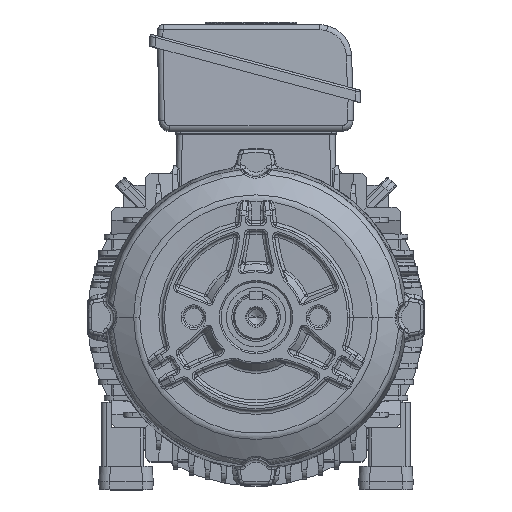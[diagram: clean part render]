
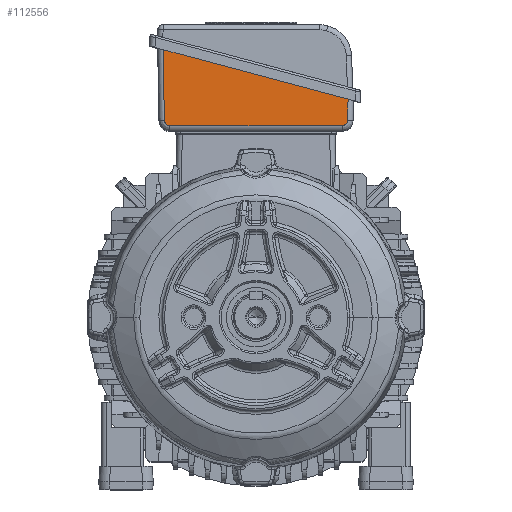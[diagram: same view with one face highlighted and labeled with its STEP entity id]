
A CAD part, top view. The second image highlights one B-rep face of the part: STEP entity #112556.
In plain terms, the highlighted face is planar.
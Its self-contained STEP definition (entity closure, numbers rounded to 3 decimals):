
#1713 = ORIENTED_EDGE ( 'NONE', *, *, #19733, .T. ) ;
#2028 = EDGE_CURVE ( 'NONE', #131804, #122937, #112665, .T. ) ;
#2930 = CARTESIAN_POINT ( 'NONE',  ( 87.938, 85.144, 9.609 ) ) ;
#9227 = CARTESIAN_POINT ( 'NONE',  ( 87.889, 85.195, 12.497 ) ) ;
#14741 = CARTESIAN_POINT ( 'NONE',  ( 88.732, -83.039, 7.584 ) ) ;
#14889 = VECTOR ( 'NONE', #63975, 1000. ) ;
#16685 = DIRECTION ( 'NONE',  ( 0.017, 0., -1. ) ) ;
#19733 = EDGE_CURVE ( 'NONE', #122937, #59179, #62025, .T. ) ;
#22021 = CARTESIAN_POINT ( 'NONE',  ( 87.994, 80.196, 7.584 ) ) ;
#23644 = CARTESIAN_POINT ( 'NONE',  ( 88.707, -85.099, 9.609 ) ) ;
#28683 = CARTESIAN_POINT ( 'NONE',  ( 87.5, 85.595, 35.449 ) ) ;
#28997 = ORIENTED_EDGE ( 'NONE', *, *, #126819, .T. ) ;
#29671 = CARTESIAN_POINT ( 'NONE',  ( 88.658, -85.15, 12.497 ) ) ;
#33361 = CARTESIAN_POINT ( 'NONE',  ( 87.5, 12.221, 55.11 ) ) ;
#33579 = CARTESIAN_POINT ( 'NONE',  ( 87.981, 83.084, 7.584 ) ) ;
#33962 = VERTEX_POINT ( 'NONE', #29671 ) ;
#35770 = DIRECTION ( 'NONE',  ( 1., 0.005, 0.017 ) ) ;
#39956 = ORIENTED_EDGE ( 'NONE', *, *, #2028, .T. ) ;
#40411 = EDGE_CURVE ( 'NONE', #43476, #77925, #54408, .T. ) ;
#41342 = DIRECTION ( 'NONE',  ( 0.017, 0.017, -1. ) ) ;
#42397 = ORIENTED_EDGE ( 'NONE', *, *, #40411, .F. ) ;
#43476 = VERTEX_POINT ( 'NONE', #74540 ) ;
#54408 = LINE ( 'NONE', #33361, #14889 ) ;
#54730 = EDGE_CURVE ( 'NONE', #59179, #77925, #112094, .T. ) ;
#55189 = VECTOR ( 'NONE', #133749, 1000. ) ;
#59179 = VERTEX_POINT ( 'NONE', #9227 ) ;
#62025 =( BOUNDED_CURVE ( )  B_SPLINE_CURVE ( 3, ( #22021, #33579, #2930, #85241 ),
 .UNSPECIFIED., .F., .F. ) 
 B_SPLINE_CURVE_WITH_KNOTS ( ( 4, 4 ),
 ( 3.403, 4.957 ),
 .UNSPECIFIED. ) 
 CURVE ( )  GEOMETRIC_REPRESENTATION_ITEM ( )  RATIONAL_B_SPLINE_CURVE ( ( 1., 0.809, 0.809, 1. ) ) 
 REPRESENTATION_ITEM ( '' )  );
#63975 = DIRECTION ( 'NONE',  ( 0., 0.966, -0.259 ) ) ;
#65114 = CARTESIAN_POINT ( 'NONE',  ( 88.719, -80.15, 7.584 ) ) ;
#66298 = ORIENTED_EDGE ( 'NONE', *, *, #82506, .T. ) ;
#69698 =( BOUNDED_CURVE ( )  B_SPLINE_CURVE ( 3, ( #116827, #23644, #14741, #65114 ),
 .UNSPECIFIED., .F., .F. ) 
 B_SPLINE_CURVE_WITH_KNOTS ( ( 4, 4 ),
 ( 1.85, 3.403 ),
 .UNSPECIFIED. ) 
 CURVE ( )  GEOMETRIC_REPRESENTATION_ITEM ( )  RATIONAL_B_SPLINE_CURVE ( ( 1., 0.809, 0.809, 1. ) ) 
 REPRESENTATION_ITEM ( '' )  );
#70601 = LINE ( 'NONE', #134526, #119156 ) ;
#71230 = CARTESIAN_POINT ( 'NONE',  ( 87.189, 85.916, 53.818 ) ) ;
#71583 = EDGE_LOOP ( 'NONE', ( #42397, #28997, #66298, #39956, #1713, #108789 ) ) ;
#74540 = CARTESIAN_POINT ( 'NONE',  ( 87.5, -86.355, 81.523 ) ) ;
#77218 = CARTESIAN_POINT ( 'NONE',  ( 87.5, 12.221, 55.11 ) ) ;
#77867 = FACE_OUTER_BOUND ( 'NONE', #71583, .T. ) ;
#77925 = VERTEX_POINT ( 'NONE', #28683 ) ;
#82506 = EDGE_CURVE ( 'NONE', #33962, #131804, #69698, .T. ) ;
#85241 = CARTESIAN_POINT ( 'NONE',  ( 87.889, 85.195, 12.497 ) ) ;
#86264 = CARTESIAN_POINT ( 'NONE',  ( 87.994, 80.196, 7.584 ) ) ;
#90447 = CARTESIAN_POINT ( 'NONE',  ( 88.719, -80.15, 7.584 ) ) ;
#98944 = PLANE ( 'NONE',  #131167 ) ;
#108789 = ORIENTED_EDGE ( 'NONE', *, *, #54730, .T. ) ;
#109102 = VECTOR ( 'NONE', #133841, 1000. ) ;
#112094 = LINE ( 'NONE', #71230, #109102 ) ;
#112556 = ADVANCED_FACE ( 'NONE', ( #77867 ), #98944, .T. ) ;
#112665 = LINE ( 'NONE', #114701, #55189 ) ;
#114701 = CARTESIAN_POINT ( 'NONE',  ( 87.994, 80.173, 7.584 ) ) ;
#116827 = CARTESIAN_POINT ( 'NONE',  ( 88.658, -85.15, 12.497 ) ) ;
#119156 = VECTOR ( 'NONE', #41342, 1000. ) ;
#122937 = VERTEX_POINT ( 'NONE', #86264 ) ;
#126819 = EDGE_CURVE ( 'NONE', #43476, #33962, #70601, .T. ) ;
#131167 = AXIS2_PLACEMENT_3D ( 'NONE', #77218, #35770, #16685 ) ;
#131804 = VERTEX_POINT ( 'NONE', #90447 ) ;
#133749 = DIRECTION ( 'NONE',  ( -0.005, 1., 0. ) ) ;
#133841 = DIRECTION ( 'NONE',  ( -0.017, 0.017, 1. ) ) ;
#134526 = CARTESIAN_POINT ( 'NONE',  ( 88.66, -85.148, 12.413 ) ) ;
